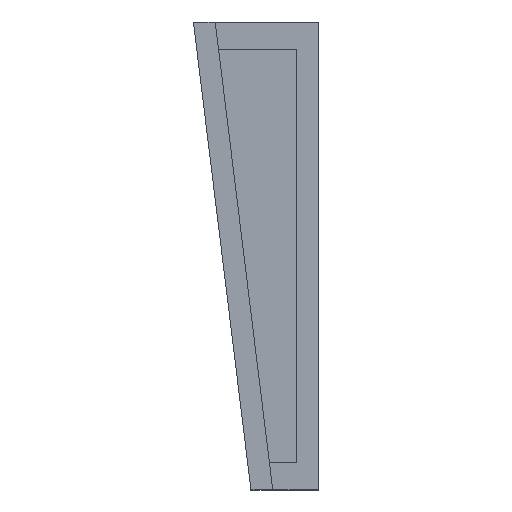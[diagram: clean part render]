
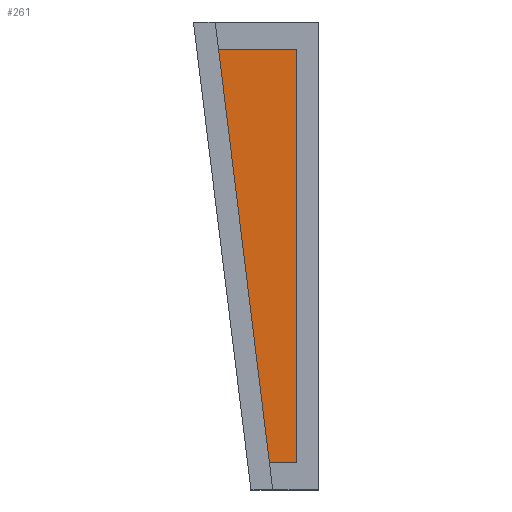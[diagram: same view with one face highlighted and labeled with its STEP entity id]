
A CAD part, top view. The second image highlights one B-rep face of the part: STEP entity #261.
In plain terms, the highlighted planar face has unit normal (0, 0, 1).
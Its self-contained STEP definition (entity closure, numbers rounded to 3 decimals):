
#27=FACE_OUTER_BOUND('',#41,.T.);
#41=EDGE_LOOP('',(#227,#228,#229,#230));
#70=LINE('',#412,#104);
#73=LINE('',#417,#107);
#74=LINE('',#420,#108);
#76=LINE('',#423,#110);
#104=VECTOR('',#338,10.);
#107=VECTOR('',#343,10.);
#108=VECTOR('',#346,10.);
#110=VECTOR('',#350,10.);
#129=VERTEX_POINT('',#409);
#130=VERTEX_POINT('',#411);
#131=VERTEX_POINT('',#415);
#132=VERTEX_POINT('',#419);
#160=EDGE_CURVE('',#130,#129,#70,.T.);
#163=EDGE_CURVE('',#129,#131,#73,.T.);
#164=EDGE_CURVE('',#132,#130,#74,.T.);
#166=EDGE_CURVE('',#131,#132,#76,.T.);
#227=ORIENTED_EDGE('',*,*,#166,.T.);
#228=ORIENTED_EDGE('',*,*,#164,.T.);
#229=ORIENTED_EDGE('',*,*,#160,.T.);
#230=ORIENTED_EDGE('',*,*,#163,.T.);
#247=PLANE('',#289);
#261=ADVANCED_FACE('',(#27),#247,.T.);
#289=AXIS2_PLACEMENT_3D('',#424,#351,#352);
#338=DIRECTION('',(1.,0.,0.));
#343=DIRECTION('',(0.,1.,0.));
#346=DIRECTION('',(0.122,-0.993,0.));
#350=DIRECTION('',(-1.,0.,0.));
#351=DIRECTION('center_axis',(0.,0.,1.));
#352=DIRECTION('ref_axis',(1.,0.,0.));
#409=CARTESIAN_POINT('',(73.971,11.938,10.));
#411=CARTESIAN_POINT('',(63.803,11.938,10.));
#412=CARTESIAN_POINT('',(63.803,11.938,10.));
#415=CARTESIAN_POINT('',(73.971,164.882,10.));
#417=CARTESIAN_POINT('',(73.971,164.882,10.));
#419=CARTESIAN_POINT('',(45.024,164.882,10.));
#420=CARTESIAN_POINT('',(65.031,1.938,10.));
#423=CARTESIAN_POINT('',(45.024,164.882,10.));
#424=CARTESIAN_POINT('Origin',(58.853,88.41,10.));
